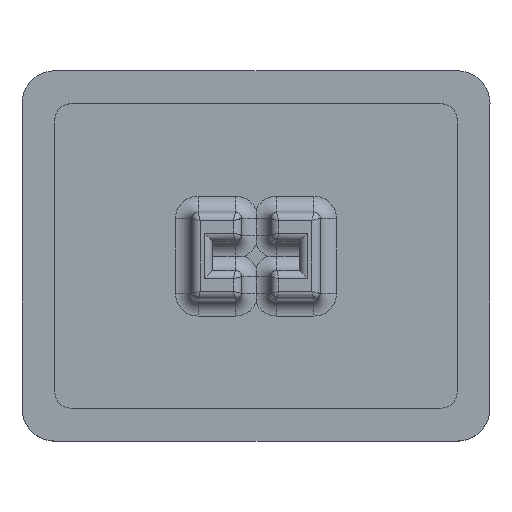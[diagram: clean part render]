
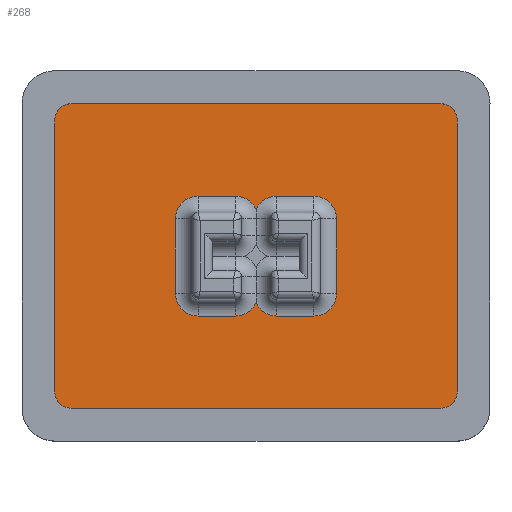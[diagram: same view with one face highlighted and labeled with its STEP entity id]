
A CAD part, top view. The second image highlights one B-rep face of the part: STEP entity #268.
In plain terms, the highlighted planar face has unit normal (0, 0, 1).
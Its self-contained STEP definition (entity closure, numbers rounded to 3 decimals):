
#71=CARTESIAN_POINT('',(0.,0.,0.8));
#72=DIRECTION('',(0.,0.,1.));
#73=DIRECTION('',(1.,0.,0.));
#74=AXIS2_PLACEMENT_3D('',#71,#72,#73);
#75=PLANE('',#74);
#76=CARTESIAN_POINT('',(1.01,2.925,0.8));
#77=VERTEX_POINT('',#76);
#78=CARTESIAN_POINT('',(2.825,2.925,0.8));
#79=VERTEX_POINT('',#78);
#80=CARTESIAN_POINT('',(1.01,2.925,0.8));
#81=DIRECTION('',(1.,0.,-0.));
#82=VECTOR('',#81,1.815);
#83=LINE('',#80,#82);
#84=EDGE_CURVE('',#77,#79,#83,.T.);
#85=ORIENTED_EDGE('',*,*,#84,.T.);
#86=CARTESIAN_POINT('',(3.925,1.825,0.8));
#87=VERTEX_POINT('',#86);
#88=CARTESIAN_POINT('',(2.825,1.825,0.8));
#89=DIRECTION('',(-0.,-0.,-1.));
#90=DIRECTION('',(1.,0.,-0.));
#91=AXIS2_PLACEMENT_3D('',#88,#89,#90);
#92=CIRCLE('',#91,1.1);
#93=EDGE_CURVE('',#79,#87,#92,.T.);
#94=ORIENTED_EDGE('',*,*,#93,.T.);
#95=CARTESIAN_POINT('',(3.925,-1.825,0.8));
#96=VERTEX_POINT('',#95);
#97=CARTESIAN_POINT('',(3.925,1.825,0.8));
#98=DIRECTION('',(-0.,-1.,-0.));
#99=VECTOR('',#98,3.65);
#100=LINE('',#97,#99);
#101=EDGE_CURVE('',#87,#96,#100,.T.);
#102=ORIENTED_EDGE('',*,*,#101,.T.);
#103=CARTESIAN_POINT('',(2.825,-2.925,0.8));
#104=VERTEX_POINT('',#103);
#105=CARTESIAN_POINT('',(2.825,-1.825,0.8));
#106=DIRECTION('',(-0.,-0.,-1.));
#107=DIRECTION('',(1.,0.,-0.));
#108=AXIS2_PLACEMENT_3D('',#105,#106,#107);
#109=CIRCLE('',#108,1.1);
#110=EDGE_CURVE('',#96,#104,#109,.T.);
#111=ORIENTED_EDGE('',*,*,#110,.T.);
#112=CARTESIAN_POINT('',(1.01,-2.925,0.8));
#113=VERTEX_POINT('',#112);
#114=CARTESIAN_POINT('',(2.825,-2.925,0.8));
#115=DIRECTION('',(-1.,0.,0.));
#116=VECTOR('',#115,1.815);
#117=LINE('',#114,#116);
#118=EDGE_CURVE('',#104,#113,#117,.T.);
#119=ORIENTED_EDGE('',*,*,#118,.T.);
#120=CARTESIAN_POINT('',(0.,-2.261,0.8));
#121=VERTEX_POINT('',#120);
#122=CARTESIAN_POINT('',(1.01,-1.825,0.8));
#123=DIRECTION('',(-0.,-0.,-1.));
#124=DIRECTION('',(1.,0.,-0.));
#125=AXIS2_PLACEMENT_3D('',#122,#123,#124);
#126=CIRCLE('',#125,1.1);
#127=EDGE_CURVE('',#113,#121,#126,.T.);
#128=ORIENTED_EDGE('',*,*,#127,.T.);
#129=CARTESIAN_POINT('',(-1.01,-2.925,0.8));
#130=VERTEX_POINT('',#129);
#131=CARTESIAN_POINT('',(-1.01,-1.825,0.8));
#132=DIRECTION('',(-0.,-0.,-1.));
#133=DIRECTION('',(1.,0.,-0.));
#134=AXIS2_PLACEMENT_3D('',#131,#132,#133);
#135=CIRCLE('',#134,1.1);
#136=EDGE_CURVE('',#121,#130,#135,.T.);
#137=ORIENTED_EDGE('',*,*,#136,.T.);
#138=CARTESIAN_POINT('',(-2.825,-2.925,0.8));
#139=VERTEX_POINT('',#138);
#140=CARTESIAN_POINT('',(-1.01,-2.925,0.8));
#141=DIRECTION('',(-1.,-0.,0.));
#142=VECTOR('',#141,1.815);
#143=LINE('',#140,#142);
#144=EDGE_CURVE('',#130,#139,#143,.T.);
#145=ORIENTED_EDGE('',*,*,#144,.T.);
#146=CARTESIAN_POINT('',(-3.925,-1.825,0.8));
#147=VERTEX_POINT('',#146);
#148=CARTESIAN_POINT('',(-2.825,-1.825,0.8));
#149=DIRECTION('',(-0.,-0.,-1.));
#150=DIRECTION('',(1.,0.,-0.));
#151=AXIS2_PLACEMENT_3D('',#148,#149,#150);
#152=CIRCLE('',#151,1.1);
#153=EDGE_CURVE('',#139,#147,#152,.T.);
#154=ORIENTED_EDGE('',*,*,#153,.T.);
#155=CARTESIAN_POINT('',(-3.925,1.825,0.8));
#156=VERTEX_POINT('',#155);
#157=CARTESIAN_POINT('',(-3.925,-1.825,0.8));
#158=DIRECTION('',(0.,1.,0.));
#159=VECTOR('',#158,3.65);
#160=LINE('',#157,#159);
#161=EDGE_CURVE('',#147,#156,#160,.T.);
#162=ORIENTED_EDGE('',*,*,#161,.T.);
#163=CARTESIAN_POINT('',(-2.825,2.925,0.8));
#164=VERTEX_POINT('',#163);
#165=CARTESIAN_POINT('',(-2.825,1.825,0.8));
#166=DIRECTION('',(-0.,-0.,-1.));
#167=DIRECTION('',(1.,0.,-0.));
#168=AXIS2_PLACEMENT_3D('',#165,#166,#167);
#169=CIRCLE('',#168,1.1);
#170=EDGE_CURVE('',#156,#164,#169,.T.);
#171=ORIENTED_EDGE('',*,*,#170,.T.);
#172=CARTESIAN_POINT('',(-1.01,2.925,0.8));
#173=VERTEX_POINT('',#172);
#174=CARTESIAN_POINT('',(-2.825,2.925,0.8));
#175=DIRECTION('',(1.,-0.,-0.));
#176=VECTOR('',#175,1.815);
#177=LINE('',#174,#176);
#178=EDGE_CURVE('',#164,#173,#177,.T.);
#179=ORIENTED_EDGE('',*,*,#178,.T.);
#180=CARTESIAN_POINT('',(0.,2.261,0.8));
#181=VERTEX_POINT('',#180);
#182=CARTESIAN_POINT('',(-1.01,1.825,0.8));
#183=DIRECTION('',(-0.,-0.,-1.));
#184=DIRECTION('',(1.,0.,-0.));
#185=AXIS2_PLACEMENT_3D('',#182,#183,#184);
#186=CIRCLE('',#185,1.1);
#187=EDGE_CURVE('',#173,#181,#186,.T.);
#188=ORIENTED_EDGE('',*,*,#187,.T.);
#189=CARTESIAN_POINT('',(1.01,1.825,0.8));
#190=DIRECTION('',(-0.,-0.,-1.));
#191=DIRECTION('',(1.,0.,-0.));
#192=AXIS2_PLACEMENT_3D('',#189,#190,#191);
#193=CIRCLE('',#192,1.1);
#194=EDGE_CURVE('',#181,#77,#193,.T.);
#195=ORIENTED_EDGE('',*,*,#194,.T.);
#196=EDGE_LOOP('',(#85,#94,#102,#111,#119,#128,#137,#145,#154,#162,#171,#179,#188,#195));
#197=FACE_BOUND('',#196,.T.);
#198=CARTESIAN_POINT('',(9.006,-7.425,0.8));
#199=VERTEX_POINT('',#198);
#200=CARTESIAN_POINT('',(9.806,-6.625,0.8));
#201=VERTEX_POINT('',#200);
#202=CARTESIAN_POINT('',(9.006,-6.625,0.8));
#203=DIRECTION('',(0.,0.,1.));
#204=DIRECTION('',(1.,0.,-0.));
#205=AXIS2_PLACEMENT_3D('',#202,#203,#204);
#206=CIRCLE('',#205,0.8);
#207=EDGE_CURVE('',#199,#201,#206,.T.);
#208=ORIENTED_EDGE('',*,*,#207,.T.);
#209=CARTESIAN_POINT('',(9.806,6.625,0.8));
#210=VERTEX_POINT('',#209);
#211=CARTESIAN_POINT('',(9.806,-6.625,0.8));
#212=DIRECTION('',(0.,1.,0.));
#213=VECTOR('',#212,13.25);
#214=LINE('',#211,#213);
#215=EDGE_CURVE('',#201,#210,#214,.T.);
#216=ORIENTED_EDGE('',*,*,#215,.T.);
#217=CARTESIAN_POINT('',(9.006,7.425,0.8));
#218=VERTEX_POINT('',#217);
#219=CARTESIAN_POINT('',(9.006,6.625,0.8));
#220=DIRECTION('',(0.,0.,1.));
#221=DIRECTION('',(1.,0.,-0.));
#222=AXIS2_PLACEMENT_3D('',#219,#220,#221);
#223=CIRCLE('',#222,0.8);
#224=EDGE_CURVE('',#210,#218,#223,.T.);
#225=ORIENTED_EDGE('',*,*,#224,.T.);
#226=CARTESIAN_POINT('',(-9.006,7.425,0.8));
#227=VERTEX_POINT('',#226);
#228=CARTESIAN_POINT('',(9.006,7.425,0.8));
#229=DIRECTION('',(-1.,0.,0.));
#230=VECTOR('',#229,18.013);
#231=LINE('',#228,#230);
#232=EDGE_CURVE('',#218,#227,#231,.T.);
#233=ORIENTED_EDGE('',*,*,#232,.T.);
#234=CARTESIAN_POINT('',(-9.806,6.625,0.8));
#235=VERTEX_POINT('',#234);
#236=CARTESIAN_POINT('',(-9.006,6.625,0.8));
#237=DIRECTION('',(0.,0.,1.));
#238=DIRECTION('',(1.,0.,-0.));
#239=AXIS2_PLACEMENT_3D('',#236,#237,#238);
#240=CIRCLE('',#239,0.8);
#241=EDGE_CURVE('',#227,#235,#240,.T.);
#242=ORIENTED_EDGE('',*,*,#241,.T.);
#243=CARTESIAN_POINT('',(-9.806,-6.625,0.8));
#244=VERTEX_POINT('',#243);
#245=CARTESIAN_POINT('',(-9.806,-6.625,0.8));
#246=DIRECTION('',(0.,1.,0.));
#247=VECTOR('',#246,13.25);
#248=LINE('',#245,#247);
#249=EDGE_CURVE('',#244,#235,#248,.T.);
#250=ORIENTED_EDGE('',*,*,#249,.F.);
#251=CARTESIAN_POINT('',(-9.006,-7.425,0.8));
#252=VERTEX_POINT('',#251);
#253=CARTESIAN_POINT('',(-9.006,-6.625,0.8));
#254=DIRECTION('',(0.,0.,1.));
#255=DIRECTION('',(1.,0.,-0.));
#256=AXIS2_PLACEMENT_3D('',#253,#254,#255);
#257=CIRCLE('',#256,0.8);
#258=EDGE_CURVE('',#244,#252,#257,.T.);
#259=ORIENTED_EDGE('',*,*,#258,.T.);
#260=CARTESIAN_POINT('',(9.006,-7.425,0.8));
#261=DIRECTION('',(-1.,0.,0.));
#262=VECTOR('',#261,18.013);
#263=LINE('',#260,#262);
#264=EDGE_CURVE('',#199,#252,#263,.T.);
#265=ORIENTED_EDGE('',*,*,#264,.F.);
#266=EDGE_LOOP('',(#208,#216,#225,#233,#242,#250,#259,#265));
#267=FACE_BOUND('',#266,.T.);
#268=ADVANCED_FACE('',(#197,#267),#75,.T.);
